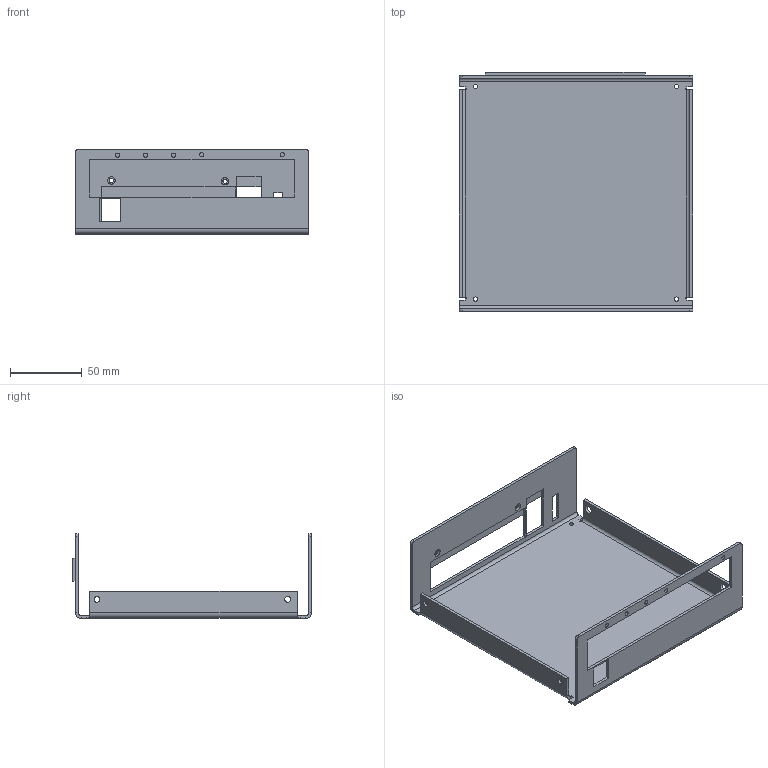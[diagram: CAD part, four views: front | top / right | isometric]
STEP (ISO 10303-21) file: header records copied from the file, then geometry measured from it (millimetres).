
FILE_DESCRIPTION(('FreeCAD Model'),'2;1');
FILE_NAME('Open CASCADE Shape Model','2024-03-19T16:38:50',('FreeCAD'),( 'FreeCAD'),'Open CASCADE STEP processor 7.6','FreeCAD','Unknown');
FILE_SCHEMA(('AUTOMOTIVE_DESIGN { 1 0 10303 214 1 1 1 1 }'));
Length unit declared in the file: millimetre
Products named in the file (1): Open CASCADE STEP translator 7.6 5
Bounding box: 162 x 166.11 x 59 mm (x, y, z)
Volume: 87320.1 mm3; surface area: 90060 mm2
Topology: 1 solids, 1 shells, 114 faces, 296 edges, 185 vertices
Faces by surface type: plane 85, cylinder 29
Full cylindrical faces by diameter (mm): 3 x11, 4 x2, 5.095 x1, 5.178 x1, 6 x2
Entity records: 3514 total; most frequent: CARTESIAN_POINT 596, ORIENTED_EDGE 594, DIRECTION 584, EDGE_CURVE 296, LINE 238, VECTOR 238, VERTEX_POINT 185, AXIS2_PLACEMENT_3D 173
